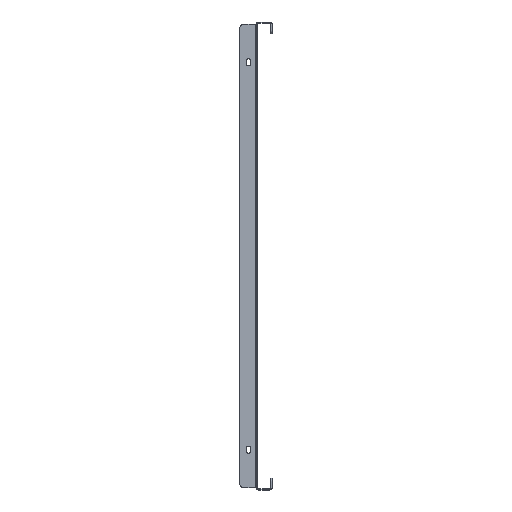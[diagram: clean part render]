
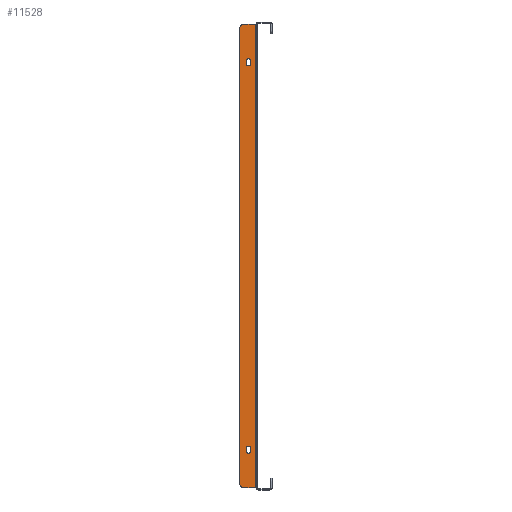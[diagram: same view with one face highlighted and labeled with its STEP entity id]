
A CAD part, left-side view. The second image highlights one B-rep face of the part: STEP entity #11528.
In plain terms, the highlighted planar face has unit normal (-1, 0, 0).
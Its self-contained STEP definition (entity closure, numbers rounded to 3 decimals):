
#25 = DIRECTION ( 'NONE',  ( 0., -1., 0. ) ) ;
#113 = LINE ( 'NONE', #6532, #2597 ) ;
#203 = CARTESIAN_POINT ( 'NONE',  ( -546., 7.25, 245.25 ) ) ;
#218 = DIRECTION ( 'NONE',  ( -1., 0., 0. ) ) ;
#431 = ORIENTED_EDGE ( 'NONE', *, *, #39138, .F. ) ;
#488 = EDGE_CURVE ( 'NONE', #32069, #23509, #13295, .T. ) ;
#565 = DIRECTION ( 'NONE',  ( 0., 1., 0. ) ) ;
#646 = CIRCLE ( 'NONE', #24649, 5. ) ;
#1086 = ORIENTED_EDGE ( 'NONE', *, *, #13950, .F. ) ;
#1147 = VECTOR ( 'NONE', #15007, 1000. ) ;
#1263 = VERTEX_POINT ( 'NONE', #9960 ) ;
#1343 = ORIENTED_EDGE ( 'NONE', *, *, #18885, .F. ) ;
#1528 = DIRECTION ( 'NONE',  ( 0., 0., 1. ) ) ;
#1720 = FACE_BOUND ( 'NONE', #7903, .T. ) ;
#1904 = CARTESIAN_POINT ( 'NONE',  ( -546., 0., 295.5 ) ) ;
#2161 = DIRECTION ( 'NONE',  ( 0., 0., 1. ) ) ;
#2340 = VECTOR ( 'NONE', #17683, 1000. ) ;
#2597 = VECTOR ( 'NONE', #35943, 1000. ) ;
#2968 = CARTESIAN_POINT ( 'NONE',  ( -546., 21., 290.5 ) ) ;
#3052 = ORIENTED_EDGE ( 'NONE', *, *, #36687, .F. ) ;
#4025 = VERTEX_POINT ( 'NONE', #15270 ) ;
#4077 = VERTEX_POINT ( 'NONE', #9681 ) ;
#4346 = CARTESIAN_POINT ( 'NONE',  ( -546., 12.75, 245.25 ) ) ;
#4767 = EDGE_CURVE ( 'NONE', #4077, #20321, #18399, .T. ) ;
#5375 = DIRECTION ( 'NONE',  ( -1., 0., 0. ) ) ;
#5675 = LINE ( 'NONE', #21778, #31881 ) ;
#5693 = CARTESIAN_POINT ( 'NONE',  ( -546., 16., 295.5 ) ) ;
#5904 = EDGE_CURVE ( 'NONE', #21541, #32383, #646, .T. ) ;
#6458 = EDGE_LOOP ( 'NONE', ( #31151, #25412, #7635, #41063, #431, #22684 ) ) ;
#6532 = CARTESIAN_POINT ( 'NONE',  ( -546., 21., 295.5 ) ) ;
#7333 = VERTEX_POINT ( 'NONE', #8163 ) ;
#7603 = EDGE_CURVE ( 'NONE', #31591, #7333, #15630, .T. ) ;
#7635 = ORIENTED_EDGE ( 'NONE', *, *, #14616, .F. ) ;
#7642 = CARTESIAN_POINT ( 'NONE',  ( -546., 10., -248.75 ) ) ;
#7903 = EDGE_LOOP ( 'NONE', ( #36457, #1343, #41106, #3052 ) ) ;
#8163 = CARTESIAN_POINT ( 'NONE',  ( -546., 7.25, -248.75 ) ) ;
#9681 = CARTESIAN_POINT ( 'NONE',  ( -546., 1.5, -295.5 ) ) ;
#9960 = CARTESIAN_POINT ( 'NONE',  ( -546., 7.25, -245.25 ) ) ;
#11047 = VECTOR ( 'NONE', #34221, 1000. ) ;
#11191 = CARTESIAN_POINT ( 'NONE',  ( -546., 16., -290.5 ) ) ;
#11517 = AXIS2_PLACEMENT_3D ( 'NONE', #11191, #34154, #1528 ) ;
#11528 = ADVANCED_FACE ( 'NONE', ( #31130, #1720, #41006 ), #11611, .T. ) ;
#11611 = PLANE ( 'NONE',  #34187 ) ;
#13249 = CARTESIAN_POINT ( 'NONE',  ( -546., 16., -295.5 ) ) ;
#13295 = LINE ( 'NONE', #203, #41756 ) ;
#13613 = EDGE_CURVE ( 'NONE', #33167, #23112, #25943, .T. ) ;
#13950 = EDGE_CURVE ( 'NONE', #27732, #32069, #17068, .T. ) ;
#14616 = EDGE_CURVE ( 'NONE', #33167, #32383, #113, .T. ) ;
#14675 = LINE ( 'NONE', #37838, #11047 ) ;
#14738 = DIRECTION ( 'NONE',  ( 0., 0., 1. ) ) ;
#15007 = DIRECTION ( 'NONE',  ( 0., -1., 0. ) ) ;
#15270 = CARTESIAN_POINT ( 'NONE',  ( -546., 12.75, -245.25 ) ) ;
#15630 = CIRCLE ( 'NONE', #17686, 2.75 ) ;
#17005 = CARTESIAN_POINT ( 'NONE',  ( -546., 12.75, -248.75 ) ) ;
#17068 = CIRCLE ( 'NONE', #30771, 2.75 ) ;
#17354 = DIRECTION ( 'NONE',  ( 0., 0., 1. ) ) ;
#17683 = DIRECTION ( 'NONE',  ( 0., 0., -1. ) ) ;
#17686 = AXIS2_PLACEMENT_3D ( 'NONE', #7642, #20534, #565 ) ;
#17904 = LINE ( 'NONE', #27572, #2340 ) ;
#18399 = LINE ( 'NONE', #31489, #25392 ) ;
#18885 = EDGE_CURVE ( 'NONE', #7333, #1263, #5675, .T. ) ;
#19977 = CARTESIAN_POINT ( 'NONE',  ( -546., 7.25, 245.25 ) ) ;
#20321 = VERTEX_POINT ( 'NONE', #35236 ) ;
#20384 = DIRECTION ( 'NONE',  ( 0., 1., 0. ) ) ;
#20534 = DIRECTION ( 'NONE',  ( -1., 0., 0. ) ) ;
#20564 = CARTESIAN_POINT ( 'NONE',  ( -546., 21., -295.5 ) ) ;
#21335 = AXIS2_PLACEMENT_3D ( 'NONE', #26024, #218, #25 ) ;
#21541 = VERTEX_POINT ( 'NONE', #5693 ) ;
#21699 = CARTESIAN_POINT ( 'NONE',  ( -546., 21., -290.5 ) ) ;
#21778 = CARTESIAN_POINT ( 'NONE',  ( -546., 7.25, -245.25 ) ) ;
#22684 = ORIENTED_EDGE ( 'NONE', *, *, #4767, .T. ) ;
#23112 = VERTEX_POINT ( 'NONE', #13249 ) ;
#23509 = VERTEX_POINT ( 'NONE', #27360 ) ;
#23602 = DIRECTION ( 'NONE',  ( 0., -1., 0. ) ) ;
#24327 = ORIENTED_EDGE ( 'NONE', *, *, #488, .F. ) ;
#24649 = AXIS2_PLACEMENT_3D ( 'NONE', #36639, #26818, #37281 ) ;
#24725 = CARTESIAN_POINT ( 'NONE',  ( -546., 0., 0. ) ) ;
#25392 = VECTOR ( 'NONE', #14738, 1000. ) ;
#25412 = ORIENTED_EDGE ( 'NONE', *, *, #5904, .T. ) ;
#25943 = CIRCLE ( 'NONE', #11517, 5. ) ;
#26024 = CARTESIAN_POINT ( 'NONE',  ( -546., 10., 248.75 ) ) ;
#26818 = DIRECTION ( 'NONE',  ( -1., 0., 0. ) ) ;
#27210 = AXIS2_PLACEMENT_3D ( 'NONE', #37523, #27485, #20384 ) ;
#27360 = CARTESIAN_POINT ( 'NONE',  ( -546., 7.25, 248.75 ) ) ;
#27475 = DIRECTION ( 'NONE',  ( -1., 0., 0. ) ) ;
#27485 = DIRECTION ( 'NONE',  ( -1., 0., 0. ) ) ;
#27572 = CARTESIAN_POINT ( 'NONE',  ( -546., 12.75, -245.25 ) ) ;
#27666 = CARTESIAN_POINT ( 'NONE',  ( -546., 10., 245.25 ) ) ;
#27732 = VERTEX_POINT ( 'NONE', #4346 ) ;
#27739 = ORIENTED_EDGE ( 'NONE', *, *, #32653, .F. ) ;
#28368 = VERTEX_POINT ( 'NONE', #38795 ) ;
#28521 = EDGE_LOOP ( 'NONE', ( #1086, #27739, #41145, #24327 ) ) ;
#29060 = DIRECTION ( 'NONE',  ( 0., 0., 1. ) ) ;
#29952 = CIRCLE ( 'NONE', #27210, 2.75 ) ;
#30422 = LINE ( 'NONE', #20564, #36831 ) ;
#30771 = AXIS2_PLACEMENT_3D ( 'NONE', #27666, #27475, #23602 ) ;
#30831 = CIRCLE ( 'NONE', #21335, 2.75 ) ;
#31130 = FACE_BOUND ( 'NONE', #28521, .T. ) ;
#31151 = ORIENTED_EDGE ( 'NONE', *, *, #38847, .F. ) ;
#31489 = CARTESIAN_POINT ( 'NONE',  ( -546., 1.5, 0. ) ) ;
#31591 = VERTEX_POINT ( 'NONE', #17005 ) ;
#31881 = VECTOR ( 'NONE', #29060, 1000. ) ;
#32069 = VERTEX_POINT ( 'NONE', #19977 ) ;
#32383 = VERTEX_POINT ( 'NONE', #2968 ) ;
#32653 = EDGE_CURVE ( 'NONE', #28368, #27732, #14675, .T. ) ;
#33167 = VERTEX_POINT ( 'NONE', #21699 ) ;
#33244 = EDGE_CURVE ( 'NONE', #23509, #28368, #30831, .T. ) ;
#34154 = DIRECTION ( 'NONE',  ( -1., 0., 0. ) ) ;
#34187 = AXIS2_PLACEMENT_3D ( 'NONE', #24725, #5375, #2161 ) ;
#34221 = DIRECTION ( 'NONE',  ( 0., 0., -1. ) ) ;
#35236 = CARTESIAN_POINT ( 'NONE',  ( -546., 1.5, 295.5 ) ) ;
#35943 = DIRECTION ( 'NONE',  ( 0., 0., 1. ) ) ;
#36457 = ORIENTED_EDGE ( 'NONE', *, *, #38710, .F. ) ;
#36639 = CARTESIAN_POINT ( 'NONE',  ( -546., 16., 290.5 ) ) ;
#36687 = EDGE_CURVE ( 'NONE', #4025, #31591, #17904, .T. ) ;
#36831 = VECTOR ( 'NONE', #37074, 1000. ) ;
#37074 = DIRECTION ( 'NONE',  ( 0., 1., 0. ) ) ;
#37281 = DIRECTION ( 'NONE',  ( 0., 0., 1. ) ) ;
#37523 = CARTESIAN_POINT ( 'NONE',  ( -546., 10., -245.25 ) ) ;
#37838 = CARTESIAN_POINT ( 'NONE',  ( -546., 12.75, 245.25 ) ) ;
#38710 = EDGE_CURVE ( 'NONE', #1263, #4025, #29952, .T. ) ;
#38795 = CARTESIAN_POINT ( 'NONE',  ( -546., 12.75, 248.75 ) ) ;
#38847 = EDGE_CURVE ( 'NONE', #21541, #20321, #41598, .T. ) ;
#39138 = EDGE_CURVE ( 'NONE', #4077, #23112, #30422, .T. ) ;
#41006 = FACE_OUTER_BOUND ( 'NONE', #6458, .T. ) ;
#41063 = ORIENTED_EDGE ( 'NONE', *, *, #13613, .T. ) ;
#41106 = ORIENTED_EDGE ( 'NONE', *, *, #7603, .F. ) ;
#41145 = ORIENTED_EDGE ( 'NONE', *, *, #33244, .F. ) ;
#41598 = LINE ( 'NONE', #1904, #1147 ) ;
#41756 = VECTOR ( 'NONE', #17354, 1000. ) ;
